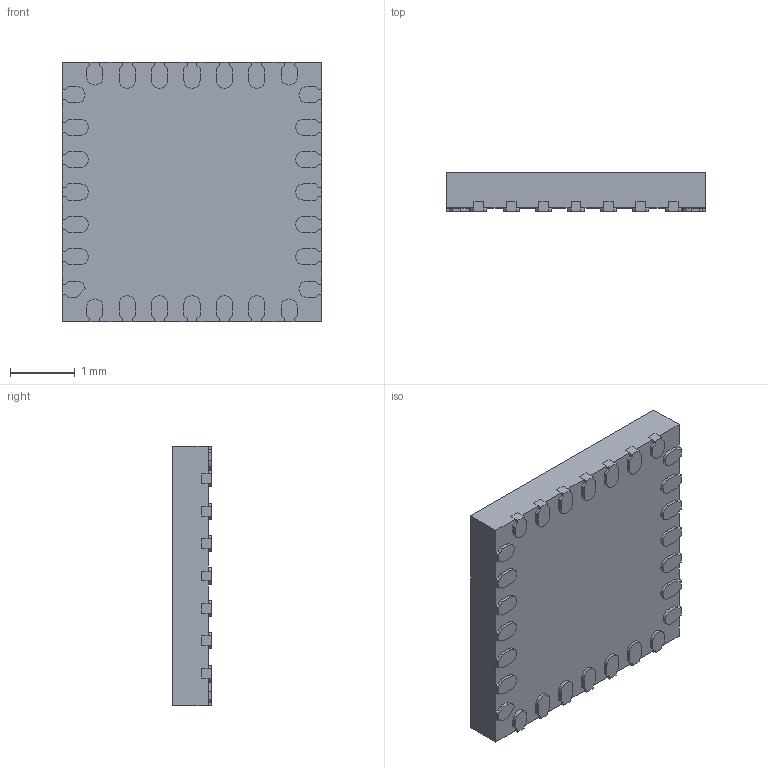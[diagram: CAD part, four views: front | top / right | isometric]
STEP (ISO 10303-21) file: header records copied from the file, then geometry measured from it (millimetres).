
FILE_DESCRIPTION (( 'STEP AP214' ), '1' );
FILE_NAME ('STM32F031G6U6TR.STEP', '2020-03-17T21:33:12', ( '' ), ( '' ), 'SwSTEP 2.0', 'SolidWorks 2017', '' );
FILE_SCHEMA (( 'AUTOMOTIVE_DESIGN' ));
Length unit declared in the file: millimetre
Products named in the file (1): STM32F031G6U6TR
Bounding box: 4 x 0.6 x 4 mm (x, y, z)
Volume: 8.9 mm3; surface area: 52.4 mm2
Topology: 29 solids, 29 shells, 526 faces, 1404 edges, 936 vertices
Faces by surface type: plane 456, cylinder 70
Entity records: 16454 total; most frequent: CARTESIAN_POINT 2867, ORIENTED_EDGE 2808, DIRECTION 2598, EDGE_CURVE 1404, VECTOR 1264, LINE 1264, VERTEX_POINT 936, AXIS2_PLACEMENT_3D 667
